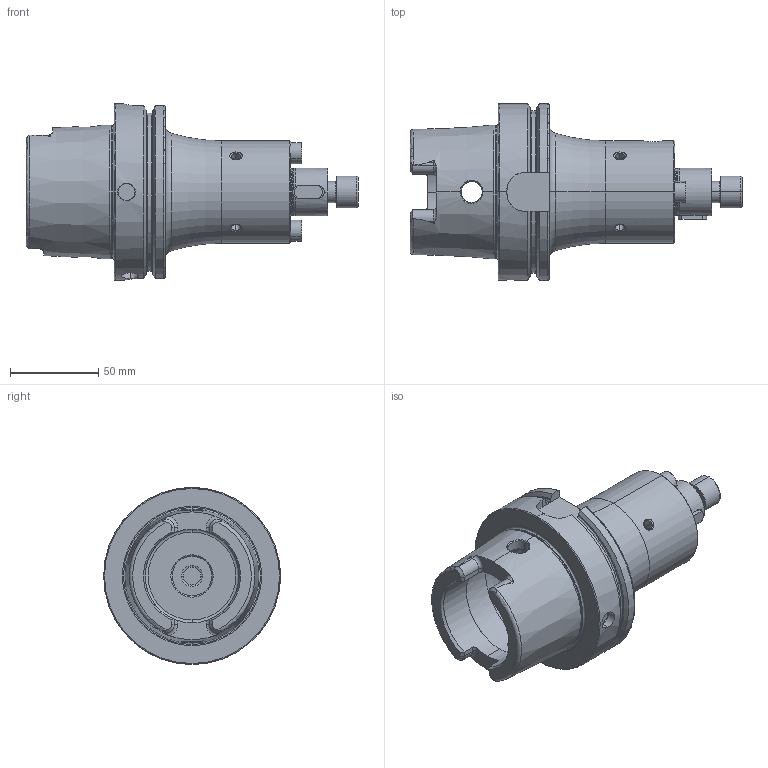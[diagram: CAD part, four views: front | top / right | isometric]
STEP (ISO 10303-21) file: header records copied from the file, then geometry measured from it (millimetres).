
FILE_DESCRIPTION (( 'STEP AP214' ), '1' );
FILE_NAME ('HA0.D27.K01.100.STEP', '2022-03-02T07:18:36', ( '' ), ( '' ), 'SwSTEP 2.0', 'SolidWorks 2017', '' );
FILE_SCHEMA (( 'AUTOMOTIVE_DESIGN' ));
Length unit declared in the file: millimetre
Products named in the file (5): D27-ER3.001.016_A; D27-ER2.001.021_B; HA0-D27.K01.100_D_Fertigbearbeitung; ISO 4762 - M12 x 30; HA0.D27.K01.100
Assembly tree (5 placements, depth 2):
  HA0.D27.K01.100
    HA0-D27.K01.100_D_Fertigbearbeitung
    ISO 4762 - M12 x 30
    D27-ER2.001.021_B  x2
    D27-ER3.001.016_A
Bounding box: 187.9 x 100 x 100 mm (x, y, z)
Volume: 457080.4 mm3; surface area: 75745.6 mm2
Topology: 5 solids, 5 shells, 369 faces, 892 edges, 532 vertices
Faces by surface type: cylinder 118, cone 90, plane 89, torus 66, bspline 4, sphere 2
Entity records: 11901 total; most frequent: CARTESIAN_POINT 3958, DIRECTION 1604, ORIENTED_EDGE 1568, EDGE_CURVE 784, AXIS2_PLACEMENT_3D 656, VERTEX_POINT 481, EDGE_LOOP 361, ADVANCED_FACE 329
